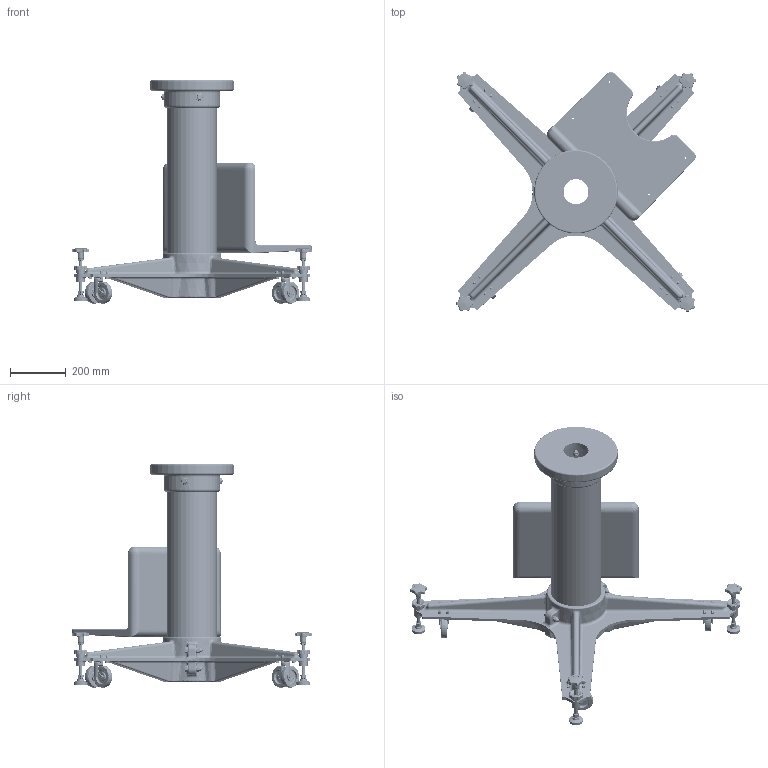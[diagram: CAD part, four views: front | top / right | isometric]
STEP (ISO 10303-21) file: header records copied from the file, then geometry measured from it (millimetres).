
FILE_DESCRIPTION(('STEP AP214'),'1');
FILE_NAME('TM12S.stp','2024-07-26T03:59:33',(' '),(' '),'Spatial InterOp 3D',' ',' ');
FILE_SCHEMA(('automotive_design'));
Length unit declared in the file: millimetre
Products named in the file (29): パーツ395; パーツ275; パーツ348; パーツ652; パーツ708; ボルト: 六角 - M6.0 x 20.0; パーツ259; パーツ1; ボルト: 六角 - M7.8 x 25.0; パーツ47; パーツ2
Assembly tree (28 placements, depth 2):
  (unnamed)
    パーツ395
    パーツ395
    パーツ275
    パーツ275
    パーツ275
    パーツ275
    パーツ348
    パーツ652
    パーツ708
    パーツ708
    パーツ708
    パーツ708
    パーツ652
    パーツ652
    パーツ652
    ボルト: 六角 - M6.0 x 20.0
    ボルト: 六角 - M6.0 x 20.0
    ボルト: 六角 - M6.0 x 20.0
    ボルト: 六角 - M6.0 x 20.0
    パーツ348
    パーツ348
    パーツ348
    パーツ259
    パーツ1
    ボルト: 六角 - M7.8 x 25.0
    ボルト: 六角 - M7.8 x 25.0
    パーツ47
    パーツ2
Bounding box: 860.28 x 860.45 x 801.17 mm (x, y, z)
Volume: 25965858.3 mm3; surface area: 2876223.6 mm2
Topology: 82 solids, 570 shells, 5105 faces, 14223 edges, 9852 vertices
Faces by surface type: plane 2144, cylinder 930, bspline 714, torus 617, cone 412, sphere 192, extrusion 88, revolution 8
Full cylindrical faces by diameter (mm): 2 x4, 4.5 x4, 6 x36, 6.5 x32, 7.8 x2, 8.5 x4, 11 x4, 11.5 x4, 11.7 x26, 12 x12, 12.7 x16, 13 x18, 15 x18, 15.748 x4, 17.6 x2, 18 x8, 19.757 x4, 20 x12, 21 x11, 23 x8, 25.5 x4, 26 x7, 30 x16, 32 x4, 38 x4, 49 x4, 50 x4, 52 x8, 90 x1, 140 x1
Entity records: 352377 total; most frequent: CARTESIAN_POINT 195433, ORIENTED_EDGE 23394, DIRECTION 21554, EDGE_CURVE 13177, VERTEX_POINT 9620, AXIS2_PLACEMENT_3D 8764, EDGE_LOOP 6097, STYLED_ITEM 5105
